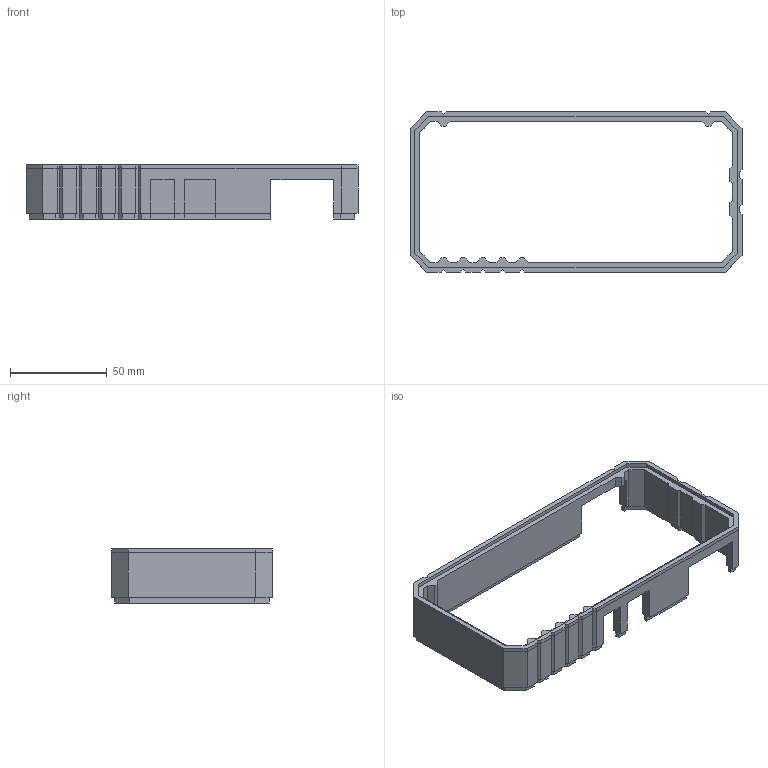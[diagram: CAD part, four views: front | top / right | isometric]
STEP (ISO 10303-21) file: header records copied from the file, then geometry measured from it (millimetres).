
FILE_DESCRIPTION(/* description */ (''),/* implementation_level */ '2;1');
FILE_NAME(/* name */ 'TBCP PCB Shell derived unlinked v71.step',/* time_stamp */ '2024-11-11T22:11:29+13:00',/* author */ (''),/* organization */ (''),/* preprocessor_version */ 'ST-DEVELOPER v20',/* originating_system */ 'Autodesk Translation Framework v13.20.0.188',/* authorisation */ '');
FILE_SCHEMA (('AUTOMOTIVE_DESIGN { 1 0 10303 214 3 1 1 }'));
Length unit declared in the file: millimetre
Products named in the file (2): Configuration 1; Component44
Assembly tree (1 placements, depth 2):
  Configuration 1
    Component44
Bounding box: 172.02 x 83.12 x 28 mm (x, y, z)
Volume: 52380.8 mm3; surface area: 32817.7 mm2
Topology: 6 solids, 6 shells, 243 faces, 696 edges, 464 vertices
Faces by surface type: plane 243
Entity records: 7896 total; most frequent: CARTESIAN_POINT 1406, ORIENTED_EDGE 1392, DIRECTION 1188, LINE 696, VECTOR 696, EDGE_CURVE 696, VERTEX_POINT 464, EDGE_LOOP 246
